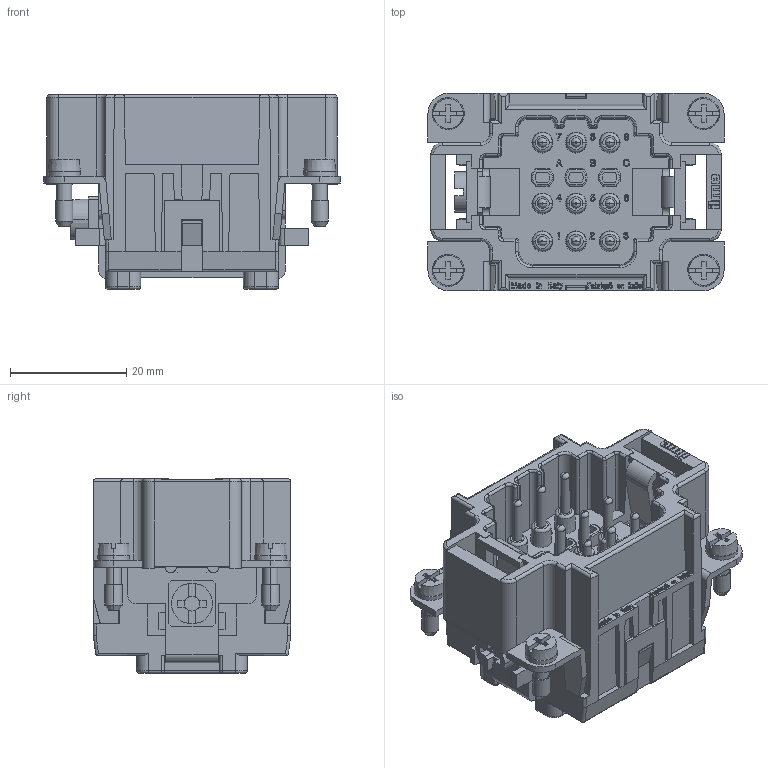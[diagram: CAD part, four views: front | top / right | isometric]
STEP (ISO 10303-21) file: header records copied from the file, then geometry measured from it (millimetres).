
FILE_DESCRIPTION(('Creo Elements/Direct Modeling STEP Export'),'2;1');
FILE_NAME('CDSM_09.stp','2012-02-20T16:55:34',(''),(''),'Creo Elements/Direct Modeling STEP processor for AP214 (Solid Model)','Creo Elements/Direct Modeling 17.0D 15-Jul-2011 (C) Parametric Technology GmbH','');
FILE_SCHEMA(('AUTOMOTIVE_DESIGN { 1 0 10303 214 1 1 1 1 }'));
Products named in the file (2): CDSM_09
Assembly tree (1 placements, depth 2):
  CDSM_09
    CDSM_09
Bounding box: 51 x 34 x 33.5 mm (x, y, z)
Volume: 24892.2 mm3; surface area: 15445.7 mm2
Topology: 1 solids, 12 shells, 3086 faces, 8560 edges, 5631 vertices
Faces by surface type: plane 2579, cylinder 328, torus 72, cone 52, bspline 52, extrusion 3
Entity records: 116920 total; most frequent: CARTESIAN_POINT 29733, ORIENTED_EDGE 17120, DIRECTION 14570, EDGE_CURVE 8560, VECTOR 7374, LINE 7371, VERTEX_POINT 5631, AXIS2_PLACEMENT_3D 3598
